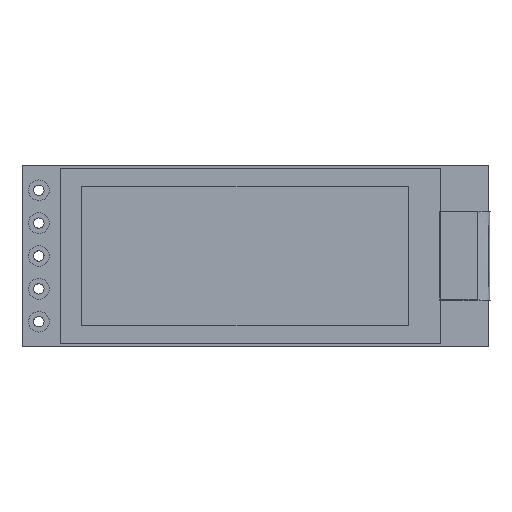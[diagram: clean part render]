
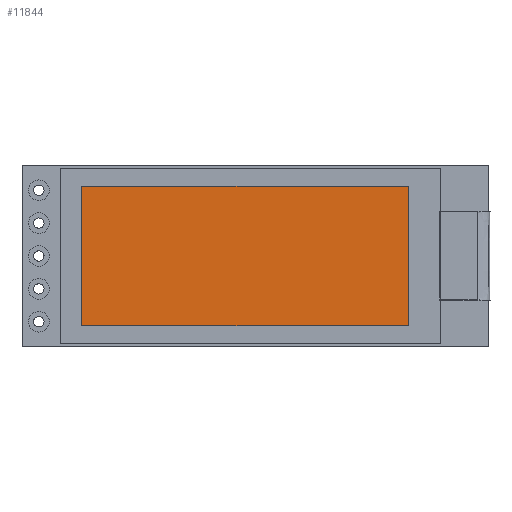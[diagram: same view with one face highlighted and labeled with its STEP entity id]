
A CAD part, top view. The second image highlights one B-rep face of the part: STEP entity #11844.
In plain terms, the highlighted planar face has unit normal (0, 0, 1).
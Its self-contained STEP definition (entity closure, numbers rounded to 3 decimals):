
#1434=FACE_OUTER_BOUND('',#2105,.T.);
#2105=EDGE_LOOP('',(#10159,#10160,#10161,#10162));
#3147=LINE('',#21463,#4262);
#3150=LINE('',#21469,#4265);
#3153=LINE('',#21475,#4268);
#3156=LINE('',#21479,#4271);
#4262=VECTOR('',#14031,10.);
#4265=VECTOR('',#14036,10.);
#4268=VECTOR('',#14041,10.);
#4271=VECTOR('',#14046,10.);
#5397=VERTEX_POINT('',#21460);
#5398=VERTEX_POINT('',#21462);
#5400=VERTEX_POINT('',#21468);
#5402=VERTEX_POINT('',#21474);
#6995=EDGE_CURVE('',#5398,#5397,#3147,.T.);
#6998=EDGE_CURVE('',#5400,#5398,#3150,.T.);
#7001=EDGE_CURVE('',#5402,#5400,#3153,.T.);
#7004=EDGE_CURVE('',#5397,#5402,#3156,.T.);
#10159=ORIENTED_EDGE('',*,*,#7004,.T.);
#10160=ORIENTED_EDGE('',*,*,#7001,.T.);
#10161=ORIENTED_EDGE('',*,*,#6998,.T.);
#10162=ORIENTED_EDGE('',*,*,#6995,.T.);
#10714=PLANE('',#12285);
#11844=ADVANCED_FACE('',(#1434),#10714,.T.);
#12285=AXIS2_PLACEMENT_3D('',#21480,#14047,#14048);
#14031=DIRECTION('',(0.,-1.,0.));
#14036=DIRECTION('',(-1.,0.,0.));
#14041=DIRECTION('',(0.,1.,0.));
#14046=DIRECTION('',(1.,0.,0.));
#14047=DIRECTION('center_axis',(0.,0.,1.));
#14048=DIRECTION('ref_axis',(1.,0.,0.));
#21460=CARTESIAN_POINT('',(-13.4,-5.4,0.9));
#21462=CARTESIAN_POINT('',(-13.4,5.4,0.9));
#21463=CARTESIAN_POINT('',(-13.4,-5.4,0.9));
#21468=CARTESIAN_POINT('',(11.85,5.4,0.9));
#21469=CARTESIAN_POINT('',(-13.4,5.4,0.9));
#21474=CARTESIAN_POINT('',(11.85,-5.4,0.9));
#21475=CARTESIAN_POINT('',(11.85,5.4,0.9));
#21479=CARTESIAN_POINT('',(11.85,-5.4,0.9));
#21480=CARTESIAN_POINT('Origin',(-0.775,0.,
0.9));
